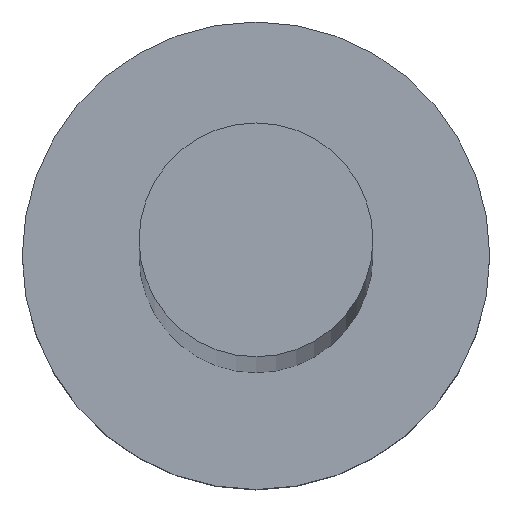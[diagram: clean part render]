
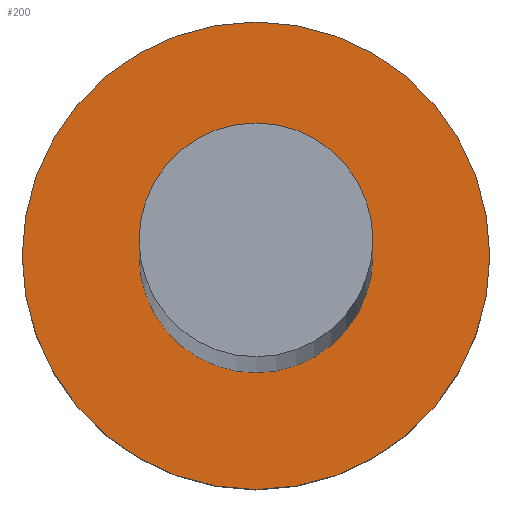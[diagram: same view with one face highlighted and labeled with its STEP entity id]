
A CAD part, top view. The second image highlights one B-rep face of the part: STEP entity #200.
In plain terms, the highlighted planar face has unit normal (0, 0, 1).
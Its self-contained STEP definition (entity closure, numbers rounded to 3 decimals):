
#2 = CARTESIAN_POINT ( 'NONE',  ( 0., 0., 5. ) ) ;
#5 = CIRCLE ( 'NONE', #64, 2.5 ) ;
#11 = ORIENTED_EDGE ( 'NONE', *, *, #83, .F. ) ;
#16 = CARTESIAN_POINT ( 'NONE',  ( 5., 0., 5. ) ) ;
#21 = CARTESIAN_POINT ( 'NONE',  ( 0., 0., 5. ) ) ;
#28 = ORIENTED_EDGE ( 'NONE', *, *, #65, .T. ) ;
#29 = CIRCLE ( 'NONE', #161, 5. ) ;
#54 = CARTESIAN_POINT ( 'NONE',  ( 0., 0., 5. ) ) ;
#55 = DIRECTION ( 'NONE',  ( 1., 0., 0. ) ) ;
#57 = DIRECTION ( 'NONE',  ( 0., 0., 1. ) ) ;
#62 = EDGE_CURVE ( 'NONE', #169, #162, #220, .T. ) ;
#64 = AXIS2_PLACEMENT_3D ( 'NONE', #168, #71, #232 ) ;
#65 = EDGE_CURVE ( 'NONE', #162, #169, #29, .T. ) ;
#67 = CARTESIAN_POINT ( 'NONE',  ( -2.5, 0., 5. ) ) ;
#71 = DIRECTION ( 'NONE',  ( 0., 0., 1. ) ) ;
#72 = EDGE_CURVE ( 'NONE', #124, #233, #5, .T. ) ;
#73 = DIRECTION ( 'NONE',  ( 1., 0., 0. ) ) ;
#80 = AXIS2_PLACEMENT_3D ( 'NONE', #254, #111, #55 ) ;
#83 = EDGE_CURVE ( 'NONE', #233, #124, #201, .T. ) ;
#111 = DIRECTION ( 'NONE',  ( 0., 0., 1. ) ) ;
#124 = VERTEX_POINT ( 'NONE', #67 ) ;
#139 = CARTESIAN_POINT ( 'NONE',  ( 2.5, 0., 5. ) ) ;
#146 = EDGE_LOOP ( 'NONE', ( #153, #11 ) ) ;
#149 = AXIS2_PLACEMENT_3D ( 'NONE', #54, #172, #73 ) ;
#151 = DIRECTION ( 'NONE',  ( 1., 0., 0. ) ) ;
#153 = ORIENTED_EDGE ( 'NONE', *, *, #72, .F. ) ;
#156 = FACE_OUTER_BOUND ( 'NONE', #242, .T. ) ;
#158 = DIRECTION ( 'NONE',  ( 1., 0., 0. ) ) ;
#161 = AXIS2_PLACEMENT_3D ( 'NONE', #21, #252, #151 ) ;
#162 = VERTEX_POINT ( 'NONE', #192 ) ;
#168 = CARTESIAN_POINT ( 'NONE',  ( 0., 0., 5. ) ) ;
#169 = VERTEX_POINT ( 'NONE', #16 ) ;
#172 = DIRECTION ( 'NONE',  ( 0., 0., 1. ) ) ;
#175 = AXIS2_PLACEMENT_3D ( 'NONE', #2, #57, #158 ) ;
#180 = PLANE ( 'NONE',  #175 ) ;
#192 = CARTESIAN_POINT ( 'NONE',  ( -5., 0., 5. ) ) ;
#200 = ADVANCED_FACE ( 'NONE', ( #255, #156 ), #180, .T. ) ;
#201 = CIRCLE ( 'NONE', #149, 2.5 ) ;
#220 = CIRCLE ( 'NONE', #80, 5. ) ;
#232 = DIRECTION ( 'NONE',  ( 1., 0., 0. ) ) ;
#233 = VERTEX_POINT ( 'NONE', #139 ) ;
#242 = EDGE_LOOP ( 'NONE', ( #28, #246 ) ) ;
#246 = ORIENTED_EDGE ( 'NONE', *, *, #62, .T. ) ;
#252 = DIRECTION ( 'NONE',  ( 0., 0., 1. ) ) ;
#254 = CARTESIAN_POINT ( 'NONE',  ( 0., 0., 5. ) ) ;
#255 = FACE_BOUND ( 'NONE', #146, .T. ) ;
